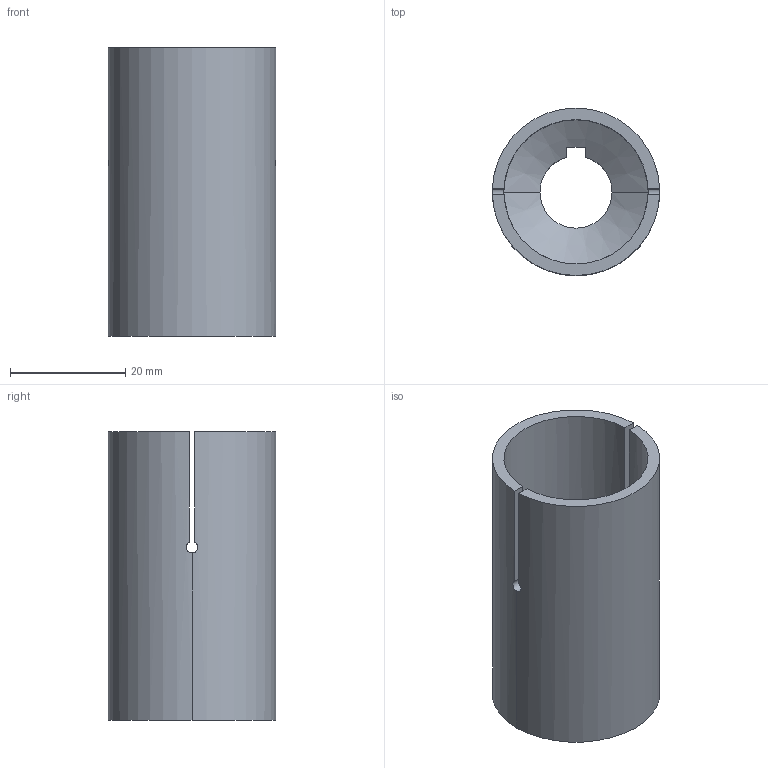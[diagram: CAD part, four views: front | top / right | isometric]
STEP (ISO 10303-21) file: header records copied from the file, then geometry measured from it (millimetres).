
FILE_DESCRIPTION (( 'STEP AP214' ), '1' );
FILE_NAME ('01_02_07-sleeve_milling_cutter_gear.step', '2017-07-24T22:47:48', ( '' ), ( '' ), 'SwSTEP 2.0', 'SolidWorks 2016', '' );
FILE_SCHEMA (( 'AUTOMOTIVE_DESIGN' ));
Length unit declared in the file: millimetre
Products named in the file (1): 01_02_07-sleeve_milling_cutter_gear
Bounding box: 29 x 29 x 50 mm (x, y, z)
Volume: 15055.5 mm3; surface area: 8818 mm2
Topology: 1 solids, 1 shells, 21 faces, 56 edges, 36 vertices
Faces by surface type: plane 10, cylinder 9, cone 2
Entity records: 751 total; most frequent: CARTESIAN_POINT 197, ORIENTED_EDGE 112, DIRECTION 103, EDGE_CURVE 56, VERTEX_POINT 36, AXIS2_PLACEMENT_3D 36, LINE 31, VECTOR 31
